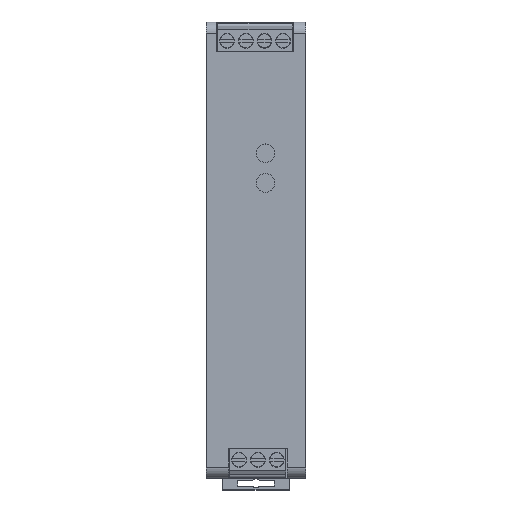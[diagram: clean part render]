
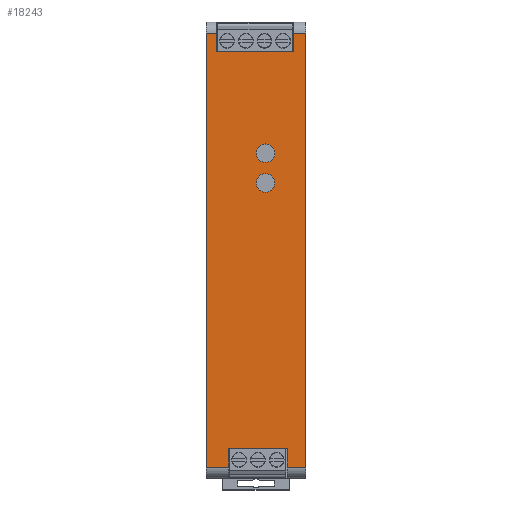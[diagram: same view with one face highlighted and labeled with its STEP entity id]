
A CAD part, top view. The second image highlights one B-rep face of the part: STEP entity #18243.
In plain terms, the highlighted planar face has unit normal (0, 0, 1).
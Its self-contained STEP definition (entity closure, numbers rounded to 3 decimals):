
#24=PLANE('',#19328);
#881=CIRCLE('',#19329,2.5);
#882=CIRCLE('',#19330,2.5);
#1460=ORIENTED_EDGE('',*,*,#6849,.F.);
#1461=ORIENTED_EDGE('',*,*,#6850,.F.);
#1462=ORIENTED_EDGE('',*,*,#6851,.F.);
#1463=ORIENTED_EDGE('',*,*,#6852,.T.);
#1464=ORIENTED_EDGE('',*,*,#6853,.F.);
#1465=ORIENTED_EDGE('',*,*,#6854,.F.);
#1466=ORIENTED_EDGE('',*,*,#6847,.T.);
#1467=ORIENTED_EDGE('',*,*,#6845,.F.);
#1468=ORIENTED_EDGE('',*,*,#6855,.T.);
#1469=ORIENTED_EDGE('',*,*,#6856,.T.);
#1470=ORIENTED_EDGE('',*,*,#6857,.T.);
#1471=ORIENTED_EDGE('',*,*,#6858,.T.);
#1472=ORIENTED_EDGE('',*,*,#6702,.F.);
#1473=ORIENTED_EDGE('',*,*,#6859,.F.);
#6702=EDGE_CURVE('',#9392,#9394,#11166,.T.);
#6845=EDGE_CURVE('',#9535,#9536,#11292,.T.);
#6847=EDGE_CURVE('',#9537,#9536,#11293,.T.);
#6849=EDGE_CURVE('',#9538,#9538,#881,.F.);
#6850=EDGE_CURVE('',#9539,#9539,#882,.F.);
#6851=EDGE_CURVE('',#9540,#9541,#11294,.T.);
#6852=EDGE_CURVE('',#9540,#9542,#11295,.T.);
#6853=EDGE_CURVE('',#9543,#9542,#11296,.T.);
#6854=EDGE_CURVE('',#9537,#9543,#11297,.T.);
#6855=EDGE_CURVE('',#9535,#9544,#11298,.T.);
#6856=EDGE_CURVE('',#9544,#9545,#11299,.T.);
#6857=EDGE_CURVE('',#9545,#9546,#11300,.T.);
#6858=EDGE_CURVE('',#9546,#9394,#11301,.T.);
#6859=EDGE_CURVE('',#9541,#9392,#11302,.T.);
#9392=VERTEX_POINT('',#25992);
#9394=VERTEX_POINT('',#25995);
#9535=VERTEX_POINT('',#26280);
#9536=VERTEX_POINT('',#26282);
#9537=VERTEX_POINT('',#26286);
#9538=VERTEX_POINT('',#26290);
#9539=VERTEX_POINT('',#26292);
#9540=VERTEX_POINT('',#26294);
#9541=VERTEX_POINT('',#26295);
#9542=VERTEX_POINT('',#26297);
#9543=VERTEX_POINT('',#26299);
#9544=VERTEX_POINT('',#26302);
#9545=VERTEX_POINT('',#26304);
#9546=VERTEX_POINT('',#26306);
#11166=LINE('',#25994,#13459);
#11292=LINE('',#26281,#13585);
#11293=LINE('',#26285,#13586);
#11294=LINE('',#26293,#13587);
#11295=LINE('',#26296,#13588);
#11296=LINE('',#26298,#13589);
#11297=LINE('',#26300,#13590);
#11298=LINE('',#26301,#13591);
#11299=LINE('',#26303,#13592);
#11300=LINE('',#26305,#13593);
#11301=LINE('',#26307,#13594);
#11302=LINE('',#26308,#13595);
#13459=VECTOR('',#20820,1000.);
#13585=VECTOR('',#20984,1000.);
#13586=VECTOR('',#20989,1000.);
#13587=VECTOR('',#20998,1000.);
#13588=VECTOR('',#20999,1000.);
#13589=VECTOR('',#21000,1000.);
#13590=VECTOR('',#21001,1000.);
#13591=VECTOR('',#21002,1000.);
#13592=VECTOR('',#21003,1000.);
#13593=VECTOR('',#21004,1000.);
#13594=VECTOR('',#21005,1000.);
#13595=VECTOR('',#21006,1000.);
#15762=EDGE_LOOP('',(#1460));
#15763=EDGE_LOOP('',(#1461));
#15764=EDGE_LOOP('',(#1462,#1463,#1464,#1465,#1466,#1467,#1468,#1469,#1470,
#1471,#1472,#1473));
#16909=FACE_BOUND('',#15762,.T.);
#16910=FACE_BOUND('',#15763,.T.);
#16911=FACE_BOUND('',#15764,.T.);
#18243=ADVANCED_FACE('',(#16909,#16910,#16911),#24,.F.);
#19328=AXIS2_PLACEMENT_3D('',#26288,#20992,#20993);
#19329=AXIS2_PLACEMENT_3D('',#26289,#20994,#20995);
#19330=AXIS2_PLACEMENT_3D('',#26291,#20996,#20997);
#20820=DIRECTION('',(-1.,0.,0.));
#20984=DIRECTION('',(0.,1.,0.));
#20989=DIRECTION('',(-1.,0.,0.));
#20992=DIRECTION('',(0.,0.,-1.));
#20993=DIRECTION('',(-1.,0.,0.));
#20994=DIRECTION('',(0.,0.,-1.));
#20995=DIRECTION('',(-1.,0.,0.));
#20996=DIRECTION('',(0.,0.,-1.));
#20997=DIRECTION('',(-1.,0.,0.));
#20998=DIRECTION('',(-1.,0.,0.));
#20999=DIRECTION('',(0.,-1.,0.));
#21000=DIRECTION('',(-1.,0.,0.));
#21001=DIRECTION('',(0.,-1.,0.));
#21002=DIRECTION('',(-1.,0.,0.));
#21003=DIRECTION('',(0.,1.,0.));
#21004=DIRECTION('',(-1.,0.,0.));
#21005=DIRECTION('',(0.,-1.,0.));
#21006=DIRECTION('',(0.,-1.,0.));
#25992=CARTESIAN_POINT('',(-7.4,3.,102.));
#25994=CARTESIAN_POINT('',(13.5,3.,102.));
#25995=CARTESIAN_POINT('',(-13.5,3.,102.));
#26280=CARTESIAN_POINT('',(10.2,115.65,102.));
#26281=CARTESIAN_POINT('',(10.2,120.6,102.));
#26282=CARTESIAN_POINT('',(10.2,120.6,102.));
#26285=CARTESIAN_POINT('',(13.5,120.6,102.));
#26286=CARTESIAN_POINT('',(13.5,120.6,102.));
#26288=CARTESIAN_POINT('',(13.5,120.6,102.));
#26289=CARTESIAN_POINT('',(2.6,80.,102.));
#26290=CARTESIAN_POINT('',(0.1,80.,102.));
#26291=CARTESIAN_POINT('',(2.6,88.05,102.));
#26292=CARTESIAN_POINT('',(0.1,88.05,102.));
#26293=CARTESIAN_POINT('',(8.4,8.1,102.));
#26294=CARTESIAN_POINT('',(8.4,8.1,102.));
#26295=CARTESIAN_POINT('',(-7.4,8.1,102.));
#26296=CARTESIAN_POINT('',(8.4,8.1,102.));
#26297=CARTESIAN_POINT('',(8.4,3.,102.));
#26298=CARTESIAN_POINT('',(13.5,3.,102.));
#26299=CARTESIAN_POINT('',(13.5,3.,102.));
#26300=CARTESIAN_POINT('',(13.5,120.6,102.));
#26301=CARTESIAN_POINT('',(10.2,115.65,102.));
#26302=CARTESIAN_POINT('',(-10.7,115.65,102.));
#26303=CARTESIAN_POINT('',(-10.7,120.6,102.));
#26304=CARTESIAN_POINT('',(-10.7,120.6,102.));
#26305=CARTESIAN_POINT('',(13.5,120.6,102.));
#26306=CARTESIAN_POINT('',(-13.5,120.6,102.));
#26307=CARTESIAN_POINT('',(-13.5,120.6,102.));
#26308=CARTESIAN_POINT('',(-7.4,8.1,102.));
